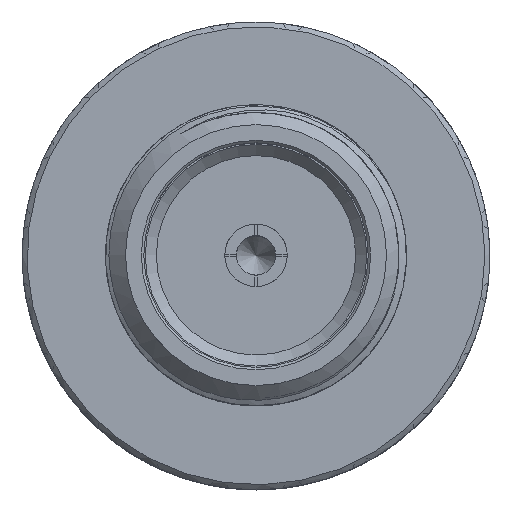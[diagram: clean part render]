
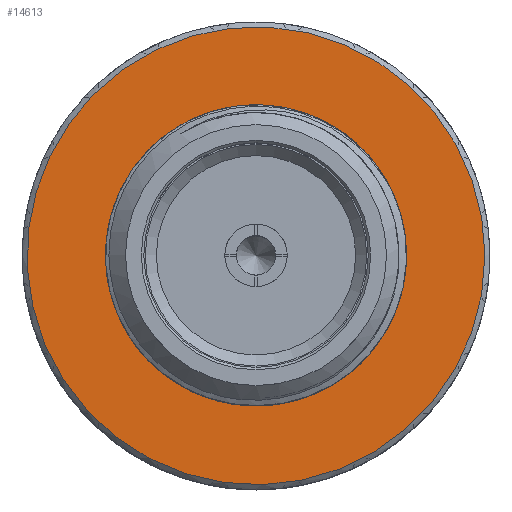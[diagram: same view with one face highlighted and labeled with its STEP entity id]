
A CAD part, top view. The second image highlights one B-rep face of the part: STEP entity #14613.
In plain terms, the highlighted planar face has unit normal (0, 0, 1).
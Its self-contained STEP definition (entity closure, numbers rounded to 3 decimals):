
#4896=ORIENTED_EDGE('',*,*,#9101,.T.);
#4897=ORIENTED_EDGE('',*,*,#9102,.F.);
#9101=EDGE_CURVE('',#10925,#10925,#11529,.T.);
#9102=EDGE_CURVE('',#10926,#10926,#11530,.T.);
#10925=VERTEX_POINT('',#29008);
#10926=VERTEX_POINT('',#29010);
#11529=CIRCLE('',#15556,4.65);
#11530=CIRCLE('',#15557,2.65);
#12201=EDGE_LOOP('',(#4896));
#12202=EDGE_LOOP('',(#4897));
#13320=FACE_BOUND('',#12201,.T.);
#13321=FACE_BOUND('',#12202,.T.);
#14039=PLANE('',#15555);
#14613=ADVANCED_FACE('',(#13320,#13321),#14039,.T.);
#15555=AXIS2_PLACEMENT_3D('',#29006,#16646,#16647);
#15556=AXIS2_PLACEMENT_3D('',#29007,#16648,#16649);
#15557=AXIS2_PLACEMENT_3D('',#29009,#16650,#16651);
#16646=DIRECTION('',(0.,0.,1.));
#16647=DIRECTION('',(1.,0.,0.));
#16648=DIRECTION('',(0.,0.,1.));
#16649=DIRECTION('',(1.,0.,0.));
#16650=DIRECTION('',(0.,0.,1.));
#16651=DIRECTION('',(1.,0.,0.));
#29006=CARTESIAN_POINT('',(-1.55,0.,3.9));
#29007=CARTESIAN_POINT('',(0.,0.,3.9));
#29008=CARTESIAN_POINT('',(4.65,0.,3.9));
#29009=CARTESIAN_POINT('',(0.,0.,3.9));
#29010=CARTESIAN_POINT('',(2.65,0.,3.9));
